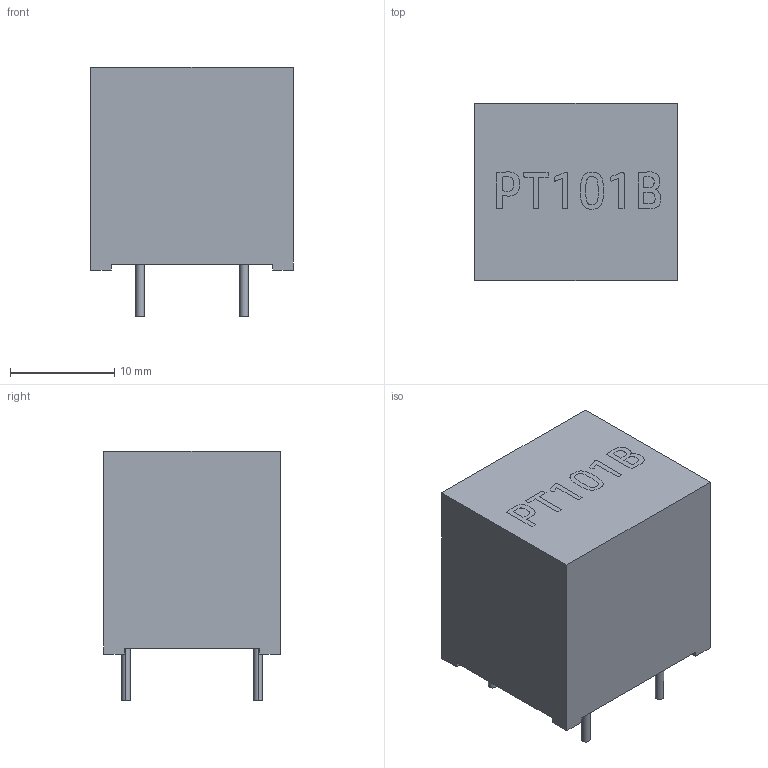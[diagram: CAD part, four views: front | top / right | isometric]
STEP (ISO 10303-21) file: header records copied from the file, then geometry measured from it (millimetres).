
FILE_DESCRIPTION (( 'STEP AP214' ), '1' );
FILE_NAME ('PT101B.STEP', '2020-04-17T03:20:19', ( '' ), ( '' ), 'SwSTEP 2.0', 'SolidWorks 2017', '' );
FILE_SCHEMA (( 'AUTOMOTIVE_DESIGN' ));
Length unit declared in the file: millimetre
Products named in the file (1): PT101B
Bounding box: 19.5 x 17 x 24 mm (x, y, z)
Volume: 6316.6 mm3; surface area: 2116.3 mm2
Topology: 1 solids, 1 shells, 40 faces, 144 edges, 120 vertices
Faces by surface type: plane 32, cylinder 8
Entity records: 2530 total; most frequent: CARTESIAN_POINT 823, ORIENTED_EDGE 288, DIRECTION 201, EDGE_CURVE 144, VERTEX_POINT 120, VECTOR 87, LINE 87, AXIS2_PLACEMENT_3D 57
